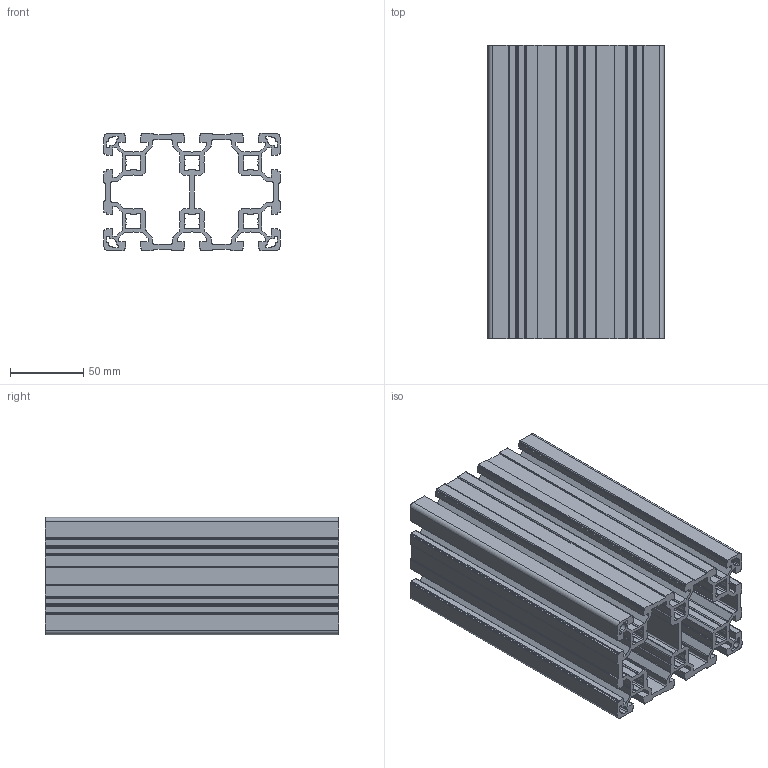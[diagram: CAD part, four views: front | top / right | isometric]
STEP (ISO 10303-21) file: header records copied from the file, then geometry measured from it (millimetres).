
FILE_DESCRIPTION (( 'STEP AP203' ), '1' );
FILE_NAME ('411993201_c_1.STEP', '2022-10-24T10:37:06', ( '' ), ( '' ), 'SwSTEP 2.0', 'SolidWorks 2014', '' );
FILE_SCHEMA (( 'CONFIG_CONTROL_DESIGN' ));
Length unit declared in the file: millimetre
Products named in the file (1): 411993201_c_1
Bounding box: 120 x 200 x 80 mm (x, y, z)
Volume: 527885 mm3; surface area: 329831.5 mm2
Topology: 1 solids, 1 shells, 827 faces, 2475 edges, 1650 vertices
Faces by surface type: plane 420, cylinder 407
Entity records: 28188 total; most frequent: CARTESIAN_POINT 4953, ORIENTED_EDGE 4950, DIRECTION 4945, EDGE_CURVE 2475, LINE 1661, VECTOR 1661, VERTEX_POINT 1650, AXIS2_PLACEMENT_3D 1642
